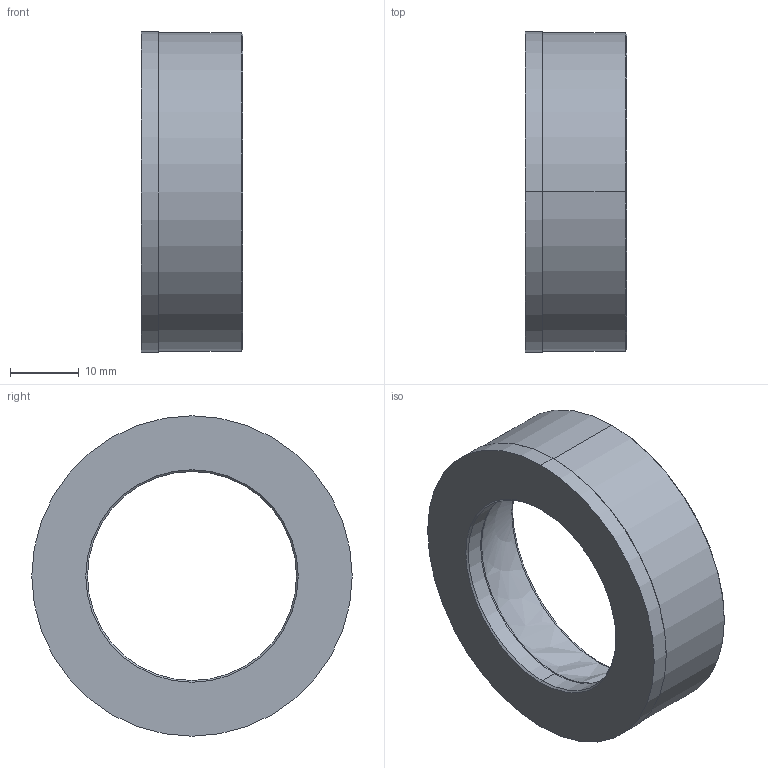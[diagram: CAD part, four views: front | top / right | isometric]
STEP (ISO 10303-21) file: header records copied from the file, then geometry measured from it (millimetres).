
FILE_DESCRIPTION (( 'STEP AP203' ), '1' );
FILE_NAME ('rotule haute.step', '2008-05-08T08:22:23', ( '' ), ( 'D' ), 'SwStep 1.0', 'SolidWorks 1998124', '' );
FILE_SCHEMA (( 'CONFIG_CONTROL_DESIGN' ));
Length unit declared in the file: metre
Products named in the file (1): 1
Bounding box: 14.8 x 46.75 x 46.75 mm (x, y, z)
Volume: 10912.8 mm3; surface area: 5448 mm2
Topology: 1 solids, 1 shells, 28 faces, 67 edges, 43 vertices
Faces by surface type: cylinder 10, cone 7, torus 6, plane 4, sphere 1
Entity records: 876 total; most frequent: DIRECTION 164, CARTESIAN_POINT 152, ORIENTED_EDGE 130, AXIS2_PLACEMENT_3D 74, EDGE_CURVE 65, CIRCLE 45, VERTEX_POINT 42, EDGE_LOOP 33
